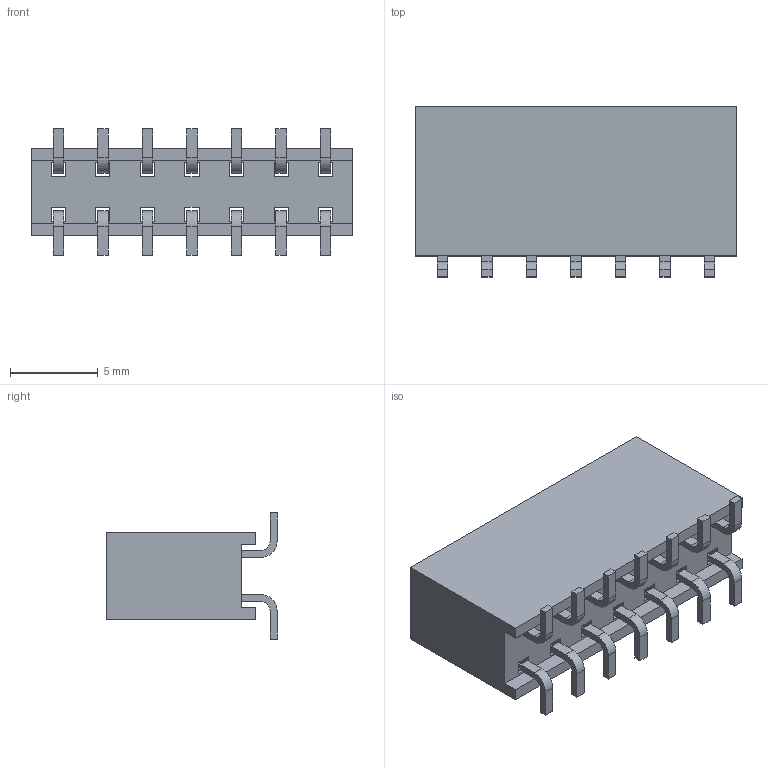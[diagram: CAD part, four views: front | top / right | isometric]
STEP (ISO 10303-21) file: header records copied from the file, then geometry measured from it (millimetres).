
FILE_DESCRIPTION (( 'STEP AP214' ), '1' );
FILE_NAME ('DS1023-31-2x7.STEP', '2023-05-22T13:57:16', ( '' ), ( '' ), 'SwSTEP 2.0', 'SolidWorks 2018', '' );
FILE_SCHEMA (( 'AUTOMOTIVE_DESIGN' ));
Length unit declared in the file: millimetre
Products named in the file (1): DS1023-31-2x7
Bounding box: 18.28 x 9.7 x 7.2 mm (x, y, z)
Volume: 657.5 mm3; surface area: 1036.3 mm2
Topology: 15 solids, 15 shells, 262 faces, 640 edges, 408 vertices
Faces by surface type: plane 234, cylinder 28
Entity records: 9158 total; most frequent: CARTESIAN_POINT 1311, ORIENTED_EDGE 1280, DIRECTION 1222, EDGE_CURVE 640, VECTOR 584, LINE 584, VERTEX_POINT 408, AXIS2_PLACEMENT_3D 319
